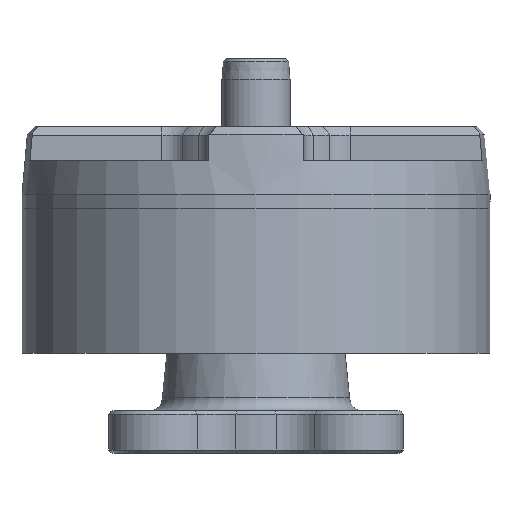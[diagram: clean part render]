
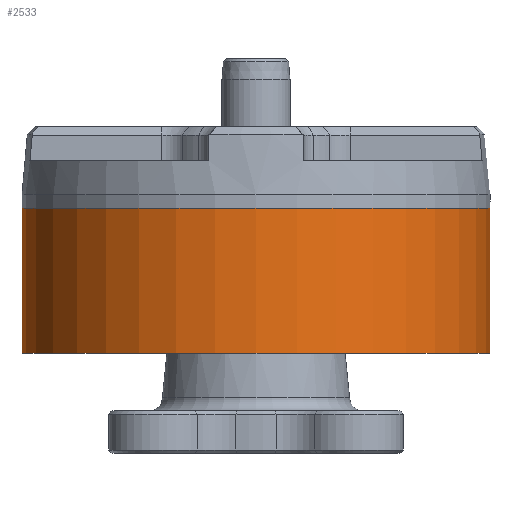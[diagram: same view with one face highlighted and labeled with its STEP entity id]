
A CAD part, front view. The second image highlights one B-rep face of the part: STEP entity #2533.
In plain terms, the highlighted cylindrical face has radius 13.75 mm (diameter 27.5 mm), a full revolution.
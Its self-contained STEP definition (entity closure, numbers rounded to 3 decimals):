
#148=LINE('',#4003,#312);
#312=VECTOR('',#3106,14.);
#476=CYLINDRICAL_SURFACE('',#2731,13.75);
#552=FACE_OUTER_BOUND('',#710,.T.);
#710=EDGE_LOOP('',(#1718,#1719,#1720,#1721));
#889=CIRCLE('',#2729,13.75);
#891=CIRCLE('',#2732,13.75);
#1085=VERTEX_POINT('',#3997);
#1087=VERTEX_POINT('',#4002);
#1324=EDGE_CURVE('',#1085,#1085,#889,.T.);
#1326=EDGE_CURVE('',#1085,#1087,#148,.T.);
#1327=EDGE_CURVE('',#1087,#1087,#891,.F.);
#1718=ORIENTED_EDGE('',*,*,#1324,.T.);
#1719=ORIENTED_EDGE('',*,*,#1326,.T.);
#1720=ORIENTED_EDGE('',*,*,#1327,.F.);
#1721=ORIENTED_EDGE('',*,*,#1326,.F.);
#2533=ADVANCED_FACE('',(#552),#476,.T.);
#2729=AXIS2_PLACEMENT_3D('',#3998,#3100,#3101);
#2731=AXIS2_PLACEMENT_3D('',#4001,#3104,#3105);
#2732=AXIS2_PLACEMENT_3D('',#4004,#3107,#3108);
#3100=DIRECTION('center_axis',(1.,0.,0.));
#3101=DIRECTION('ref_axis',(0.,0.,-1.));
#3104=DIRECTION('center_axis',(-1.,0.,0.));
#3105=DIRECTION('ref_axis',(0.,0.,-1.));
#3106=DIRECTION('',(1.,0.,0.));
#3107=DIRECTION('center_axis',(-1.,0.,0.));
#3108=DIRECTION('ref_axis',(0.,0.,-1.));
#3997=CARTESIAN_POINT('',(-10.,0.,13.75));
#3998=CARTESIAN_POINT('Origin',(-10.,0.,0.));
#4001=CARTESIAN_POINT('Origin',(-1.5,0.,0.));
#4002=CARTESIAN_POINT('',(-1.5,0.,13.75));
#4003=CARTESIAN_POINT('',(-1.5,0.,13.75));
#4004=CARTESIAN_POINT('Origin',(-1.5,0.,0.));
